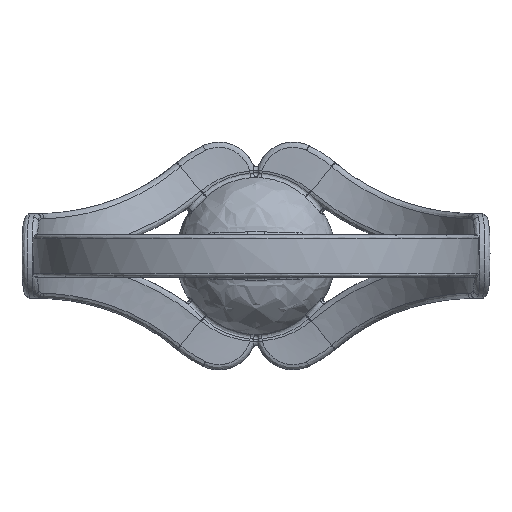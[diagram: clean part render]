
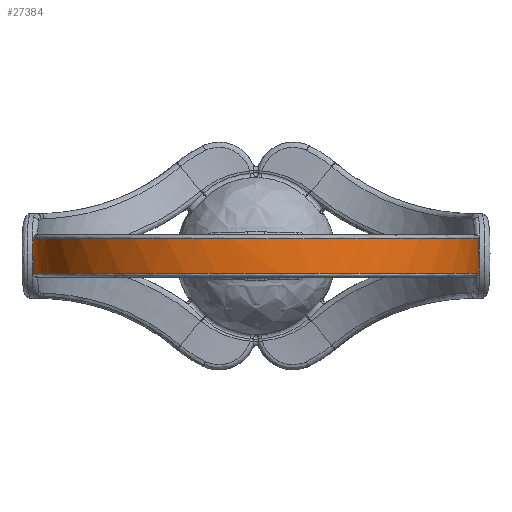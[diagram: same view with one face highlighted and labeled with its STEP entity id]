
A CAD part, front view. The second image highlights one B-rep face of the part: STEP entity #27384.
In plain terms, the highlighted free-form (B-spline) face has degree [2, 2] with [5, 3] control points.
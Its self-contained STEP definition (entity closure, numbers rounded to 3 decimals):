
#26562 = VERTEX_POINT('',#26563);
#26563 = CARTESIAN_POINT('',(15.224,3.105,
    -1.21));
#27068 = VERTEX_POINT('',#27069);
#27069 = CARTESIAN_POINT('',(15.224,3.105,
    1.21));
#27219 = EDGE_CURVE('',#26562,#27068,#27220,.T.);
#27220 = B_SPLINE_CURVE_WITH_KNOTS('',3,(#27221,#27222,#27223,#27224,
    #27225,#27226,#27227,#27228,#27229,#27230,#27231,#27232),
  .UNSPECIFIED.,.F.,.F.,(4,1,1,1,1,1,1,1,1,4),(0.,0.111,
    0.222,0.333,0.444,0.556,
    0.667,0.778,0.889,1.),.UNSPECIFIED.);
#27221 = CARTESIAN_POINT('',(15.224,3.105,
    -1.21));
#27222 = CARTESIAN_POINT('',(15.235,3.074,
    -1.152));
#27223 = CARTESIAN_POINT('',(15.257,3.012,
    -1.024));
#27224 = CARTESIAN_POINT('',(15.287,2.926,
    -0.789));
#27225 = CARTESIAN_POINT('',(15.311,2.859,
    -0.525));
#27226 = CARTESIAN_POINT('',(15.326,2.819,
    -0.245));
#27227 = CARTESIAN_POINT('',(15.33,2.809,
    0.041));
#27228 = CARTESIAN_POINT('',(15.323,2.827,
    0.317));
#27229 = CARTESIAN_POINT('',(15.307,2.872,
    0.589));
#27230 = CARTESIAN_POINT('',(15.275,2.961,
    0.903));
#27231 = CARTESIAN_POINT('',(15.243,3.05,
    1.108));
#27232 = CARTESIAN_POINT('',(15.224,3.105,
    1.21));
#27384 = ADVANCED_FACE('',(#27385),#27425,.T.);
#27385 = FACE_BOUND('',#27386,.T.);
#27386 = EDGE_LOOP('',(#27387,#27397,#27416,#27424));
#27387 = ORIENTED_EDGE('',*,*,#27388,.T.);
#27388 = EDGE_CURVE('',#27068,#27389,#27391,.T.);
#27389 = VERTEX_POINT('',#27390);
#27390 = CARTESIAN_POINT('',(-15.224,3.105,
    1.21));
#27391 = ( BOUNDED_CURVE() B_SPLINE_CURVE(2,(#27392,#27393,#27394,#27395
,#27396),.UNSPECIFIED.,.F.,.F.) B_SPLINE_CURVE_WITH_KNOTS((3,2,3),(0.,
1.772,3.544),.PIECEWISE_BEZIER_KNOTS.) CURVE() 
GEOMETRIC_REPRESENTATION_ITEM() RATIONAL_B_SPLINE_CURVE((1.,
0.633,1.,0.633,1.)) REPRESENTATION_ITEM('') );
#27392 = CARTESIAN_POINT('',(15.224,3.105,
    1.21));
#27393 = CARTESIAN_POINT('',(19.026,-15.537,
    1.21));
#27394 = CARTESIAN_POINT('',(0.,-15.537,
    1.21));
#27395 = CARTESIAN_POINT('',(-19.026,-15.537,
    1.21));
#27396 = CARTESIAN_POINT('',(-15.224,3.105,
    1.21));
#27397 = ORIENTED_EDGE('',*,*,#27398,.T.);
#27398 = EDGE_CURVE('',#27389,#27399,#27401,.T.);
#27399 = VERTEX_POINT('',#27400);
#27400 = CARTESIAN_POINT('',(-15.224,3.105,
    -1.21));
#27401 = B_SPLINE_CURVE_WITH_KNOTS('',3,(#27402,#27403,#27404,#27405,
    #27406,#27407,#27408,#27409,#27410,#27411,#27412,#27413,#27414,
    #27415),.UNSPECIFIED.,.F.,.F.,(4,1,1,1,1,1,1,1,1,1,1,4),(0.,
    0.091,0.182,0.273,0.364,
    0.455,0.545,0.636,0.727,
    0.818,0.909,1.),.UNSPECIFIED.);
#27402 = CARTESIAN_POINT('',(-15.224,3.105,
    1.21));
#27403 = CARTESIAN_POINT('',(-15.233,3.079,
    1.161));
#27404 = CARTESIAN_POINT('',(-15.251,3.028,
    1.057));
#27405 = CARTESIAN_POINT('',(-15.276,2.957,
    0.879));
#27406 = CARTESIAN_POINT('',(-15.298,2.895,
    0.677));
#27407 = CARTESIAN_POINT('',(-15.316,2.847,
    0.45));
#27408 = CARTESIAN_POINT('',(-15.327,2.816,
    0.194));
#27409 = CARTESIAN_POINT('',(-15.329,2.81,
    -0.086));
#27410 = CARTESIAN_POINT('',(-15.321,2.833,
    -0.365));
#27411 = CARTESIAN_POINT('',(-15.303,2.881,
    -0.623));
#27412 = CARTESIAN_POINT('',(-15.28,2.947,
    -0.853));
#27413 = CARTESIAN_POINT('',(-15.252,3.025,
    -1.052));
#27414 = CARTESIAN_POINT('',(-15.233,3.079,
    -1.161));
#27415 = CARTESIAN_POINT('',(-15.224,3.105,
    -1.21));
#27416 = ORIENTED_EDGE('',*,*,#27417,.T.);
#27417 = EDGE_CURVE('',#27399,#26562,#27418,.T.);
#27418 = ( BOUNDED_CURVE() B_SPLINE_CURVE(2,(#27419,#27420,#27421,#27422
,#27423),.UNSPECIFIED.,.F.,.F.) B_SPLINE_CURVE_WITH_KNOTS((3,2,3),(0.,
1.772,3.544),.PIECEWISE_BEZIER_KNOTS.) CURVE() 
GEOMETRIC_REPRESENTATION_ITEM() RATIONAL_B_SPLINE_CURVE((1.,
0.633,1.,0.633,1.)) REPRESENTATION_ITEM('') );
#27419 = CARTESIAN_POINT('',(-15.224,3.105,
    -1.21));
#27420 = CARTESIAN_POINT('',(-19.026,-15.537,
    -1.21));
#27421 = CARTESIAN_POINT('',(0.,-15.537,
    -1.21));
#27422 = CARTESIAN_POINT('',(19.026,-15.537,
    -1.21));
#27423 = CARTESIAN_POINT('',(15.224,3.105,
    -1.21));
#27424 = ORIENTED_EDGE('',*,*,#27219,.T.);
#27425 = ( BOUNDED_SURFACE() B_SPLINE_SURFACE(2,2,(
    (#27426,#27427,#27428)
    ,(#27429,#27430,#27431)
    ,(#27432,#27433,#27434)
    ,(#27435,#27436,#27437)
    ,(#27438,#27439,#27440
)),.UNSPECIFIED.,.F.,.F.,.F.) B_SPLINE_SURFACE_WITH_KNOTS((3,2,3),(3,3),
  (4.511,6.283,8.055),(-0.078,
    0.078),.PIECEWISE_BEZIER_KNOTS.) 
GEOMETRIC_REPRESENTATION_ITEM() RATIONAL_B_SPLINE_SURFACE((
    (1.,0.997,1.)
    ,(0.633,0.631,0.633)
    ,(1.,0.997,1.)
    ,(0.633,0.631,0.633)
,(1.,0.997,1.))) REPRESENTATION_ITEM('') SURFACE() );
#27426 = CARTESIAN_POINT('',(15.224,3.105,
    1.21));
#27427 = CARTESIAN_POINT('',(15.316,3.124,
    0.));
#27428 = CARTESIAN_POINT('',(15.224,3.105,
    -1.21));
#27429 = CARTESIAN_POINT('',(19.026,-15.537,
    1.21));
#27430 = CARTESIAN_POINT('',(19.142,-15.631,
    0.));
#27431 = CARTESIAN_POINT('',(19.026,-15.537,
    -1.21));
#27432 = CARTESIAN_POINT('',(0.,-15.537,
    1.21));
#27433 = CARTESIAN_POINT('',(0.,-15.631,
    0.));
#27434 = CARTESIAN_POINT('',(0.,-15.537,
    -1.21));
#27435 = CARTESIAN_POINT('',(-19.026,-15.537,
    1.21));
#27436 = CARTESIAN_POINT('',(-19.142,-15.631,
    0.));
#27437 = CARTESIAN_POINT('',(-19.026,-15.537,
    -1.21));
#27438 = CARTESIAN_POINT('',(-15.224,3.105,
    1.21));
#27439 = CARTESIAN_POINT('',(-15.316,3.124,
    0.));
#27440 = CARTESIAN_POINT('',(-15.224,3.105,
    -1.21));
